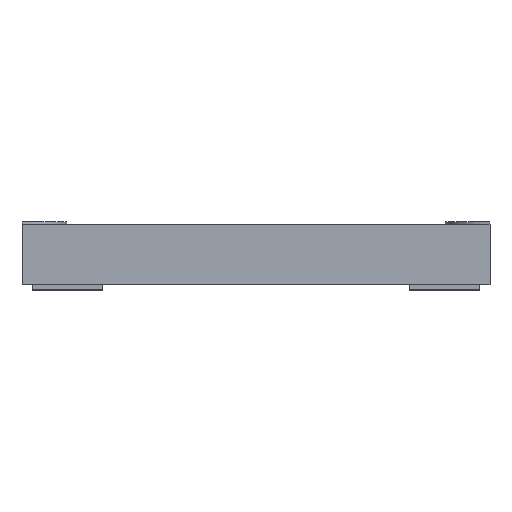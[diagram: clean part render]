
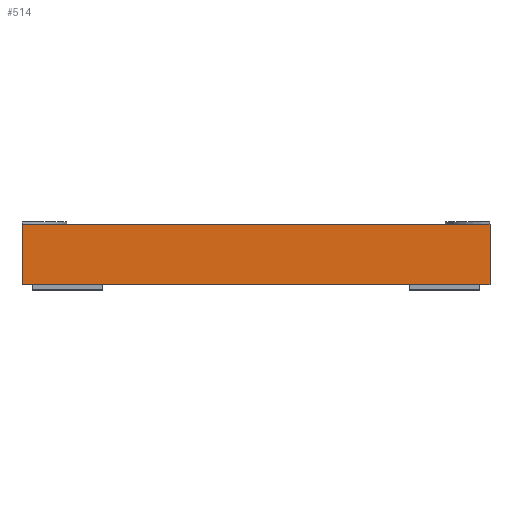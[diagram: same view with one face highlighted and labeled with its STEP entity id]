
A CAD part, top view. The second image highlights one B-rep face of the part: STEP entity #514.
In plain terms, the highlighted planar face has unit normal (0, 0, 1).
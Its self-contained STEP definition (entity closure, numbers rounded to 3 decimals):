
#48 = VERTEX_POINT ( 'NONE', #810 ) ;
#70 = LINE ( 'NONE', #162, #512 ) ;
#79 = CARTESIAN_POINT ( 'NONE',  ( -2.335, 0., 1.615 ) ) ;
#90 = VERTEX_POINT ( 'NONE', #79 ) ;
#128 = AXIS2_PLACEMENT_3D ( 'NONE', #493, #570, #343 ) ;
#152 = ORIENTED_EDGE ( 'NONE', *, *, #614, .F. ) ;
#162 = CARTESIAN_POINT ( 'NONE',  ( 2.335, -0.6, 1.615 ) ) ;
#186 = VERTEX_POINT ( 'NONE', #836 ) ;
#241 = DIRECTION ( 'NONE',  ( 0., 1., 0. ) ) ;
#256 = DIRECTION ( 'NONE',  ( 1., 0., 0. ) ) ;
#268 = EDGE_CURVE ( 'NONE', #48, #476, #70, .T. ) ;
#280 = VECTOR ( 'NONE', #256, 1000. ) ;
#314 = CARTESIAN_POINT ( 'NONE',  ( -2.335, 0., 1.615 ) ) ;
#320 = EDGE_LOOP ( 'NONE', ( #152, #538, #466, #727 ) ) ;
#343 = DIRECTION ( 'NONE',  ( 1., 0., 0. ) ) ;
#348 = CARTESIAN_POINT ( 'NONE',  ( 2.335, 0., 1.615 ) ) ;
#401 = VECTOR ( 'NONE', #241, 1000. ) ;
#416 = PLANE ( 'NONE',  #128 ) ;
#434 = VECTOR ( 'NONE', #719, 1000. ) ;
#443 = DIRECTION ( 'NONE',  ( 0., 1., 0. ) ) ;
#461 = CARTESIAN_POINT ( 'NONE',  ( -2.335, -0.6, 1.615 ) ) ;
#466 = ORIENTED_EDGE ( 'NONE', *, *, #847, .T. ) ;
#476 = VERTEX_POINT ( 'NONE', #348 ) ;
#493 = CARTESIAN_POINT ( 'NONE',  ( -2.335, -0.6, 1.615 ) ) ;
#512 = VECTOR ( 'NONE', #443, 1000. ) ;
#514 = ADVANCED_FACE ( 'NONE', ( #684 ), #416, .T. ) ;
#538 = ORIENTED_EDGE ( 'NONE', *, *, #807, .F. ) ;
#541 = LINE ( 'NONE', #874, #280 ) ;
#570 = DIRECTION ( 'NONE',  ( 0., 0., 1. ) ) ;
#581 = LINE ( 'NONE', #461, #401 ) ;
#614 = EDGE_CURVE ( 'NONE', #90, #476, #868, .T. ) ;
#684 = FACE_OUTER_BOUND ( 'NONE', #320, .T. ) ;
#719 = DIRECTION ( 'NONE',  ( 1., 0., 0. ) ) ;
#727 = ORIENTED_EDGE ( 'NONE', *, *, #268, .T. ) ;
#807 = EDGE_CURVE ( 'NONE', #186, #90, #581, .T. ) ;
#810 = CARTESIAN_POINT ( 'NONE',  ( 2.335, -0.6, 1.615 ) ) ;
#836 = CARTESIAN_POINT ( 'NONE',  ( -2.335, -0.6, 1.615 ) ) ;
#847 = EDGE_CURVE ( 'NONE', #186, #48, #541, .T. ) ;
#868 = LINE ( 'NONE', #314, #434 ) ;
#874 = CARTESIAN_POINT ( 'NONE',  ( -2.335, -0.6, 1.615 ) ) ;
